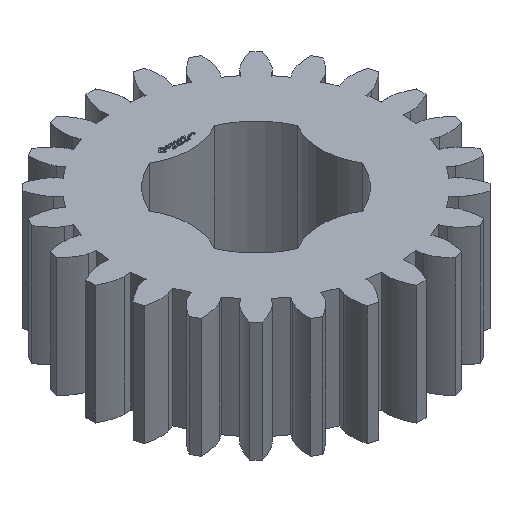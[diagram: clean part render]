
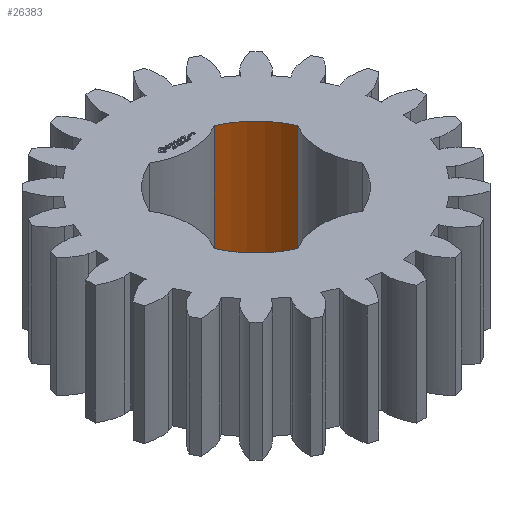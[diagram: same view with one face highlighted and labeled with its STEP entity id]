
A CAD part, isometric view. The second image highlights one B-rep face of the part: STEP entity #26383.
In plain terms, the highlighted cylindrical face has radius 6.35 mm (diameter 12.7 mm), a partial arc.
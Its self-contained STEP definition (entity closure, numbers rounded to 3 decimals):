
#93 = PLANE('',#94);
#94 = AXIS2_PLACEMENT_3D('',#95,#96,#97);
#95 = CARTESIAN_POINT('',(0.,0.,9.375)
  );
#96 = DIRECTION('',(0.,0.,1.));
#97 = DIRECTION('',(1.,0.,0.));
#168 = PLANE('',#169);
#169 = AXIS2_PLACEMENT_3D('',#170,#171,#172);
#170 = CARTESIAN_POINT('',(0.,0.,0.));
#171 = DIRECTION('',(0.,0.,1.));
#172 = DIRECTION('',(1.,0.,0.));
#7082 = VERTEX_POINT('',#7083);
#7083 = CARTESIAN_POINT('',(2.55,5.816,0.));
#7098 = CYLINDRICAL_SURFACE('',#7099,4.9);
#7099 = AXIS2_PLACEMENT_3D('',#7100,#7101,#7102);
#7100 = CARTESIAN_POINT('',(0.,10.,0.));
#7101 = DIRECTION('',(0.,-0.,-1.));
#7102 = DIRECTION('',(0.707,0.707,0.));
#7110 = EDGE_CURVE('',#7111,#7082,#7113,.T.);
#7111 = VERTEX_POINT('',#7112);
#7112 = CARTESIAN_POINT('',(5.816,2.55,0.));
#7113 = SURFACE_CURVE('',#7114,(#7119,#7126),.PCURVE_S1.);
#7114 = CIRCLE('',#7115,6.35);
#7115 = AXIS2_PLACEMENT_3D('',#7116,#7117,#7118);
#7116 = CARTESIAN_POINT('',(0.,0.,0.));
#7117 = DIRECTION('',(0.,-0.,1.));
#7118 = DIRECTION('',(0.707,0.707,0.));
#7119 = PCURVE('',#168,#7120);
#7120 = DEFINITIONAL_REPRESENTATION('',(#7121),#7125);
#7121 = CIRCLE('',#7122,6.35);
#7122 = AXIS2_PLACEMENT_2D('',#7123,#7124);
#7123 = CARTESIAN_POINT('',(0.,0.));
#7124 = DIRECTION('',(0.707,0.707));
#7125 = ( GEOMETRIC_REPRESENTATION_CONTEXT(2) 
PARAMETRIC_REPRESENTATION_CONTEXT() REPRESENTATION_CONTEXT('2D SPACE',''
  ) );
#7126 = PCURVE('',#7127,#7132);
#7127 = CYLINDRICAL_SURFACE('',#7128,6.35);
#7128 = AXIS2_PLACEMENT_3D('',#7129,#7130,#7131);
#7129 = CARTESIAN_POINT('',(0.,0.,0.));
#7130 = DIRECTION('',(0.,-0.,-1.));
#7131 = DIRECTION('',(0.707,0.707,0.));
#7132 = DEFINITIONAL_REPRESENTATION('',(#7133),#7137);
#7133 = LINE('',#7134,#7135);
#7134 = CARTESIAN_POINT('',(-0.,0.));
#7135 = VECTOR('',#7136,1.);
#7136 = DIRECTION('',(-1.,0.));
#7137 = ( GEOMETRIC_REPRESENTATION_CONTEXT(2) 
PARAMETRIC_REPRESENTATION_CONTEXT() REPRESENTATION_CONTEXT('2D SPACE',''
  ) );
#7156 = CYLINDRICAL_SURFACE('',#7157,4.9);
#7157 = AXIS2_PLACEMENT_3D('',#7158,#7159,#7160);
#7158 = CARTESIAN_POINT('',(10.,0.,0.));
#7159 = DIRECTION('',(0.,-0.,-1.));
#7160 = DIRECTION('',(0.707,0.707,0.));
#12122 = VERTEX_POINT('',#12123);
#12123 = CARTESIAN_POINT('',(2.55,5.816,9.375));
#12145 = EDGE_CURVE('',#12146,#12122,#12148,.T.);
#12146 = VERTEX_POINT('',#12147);
#12147 = CARTESIAN_POINT('',(5.816,2.55,9.375));
#12148 = SURFACE_CURVE('',#12149,(#12154,#12161),.PCURVE_S1.);
#12149 = CIRCLE('',#12150,6.35);
#12150 = AXIS2_PLACEMENT_3D('',#12151,#12152,#12153);
#12151 = CARTESIAN_POINT('',(0.,0.,9.375
    ));
#12152 = DIRECTION('',(0.,-0.,1.));
#12153 = DIRECTION('',(0.707,0.707,0.));
#12154 = PCURVE('',#93,#12155);
#12155 = DEFINITIONAL_REPRESENTATION('',(#12156),#12160);
#12156 = CIRCLE('',#12157,6.35);
#12157 = AXIS2_PLACEMENT_2D('',#12158,#12159);
#12158 = CARTESIAN_POINT('',(0.,0.));
#12159 = DIRECTION('',(0.707,0.707));
#12160 = ( GEOMETRIC_REPRESENTATION_CONTEXT(2) 
PARAMETRIC_REPRESENTATION_CONTEXT() REPRESENTATION_CONTEXT('2D SPACE',''
  ) );
#12161 = PCURVE('',#7127,#12162);
#12162 = DEFINITIONAL_REPRESENTATION('',(#12163),#12167);
#12163 = LINE('',#12164,#12165);
#12164 = CARTESIAN_POINT('',(-0.,-9.375));
#12165 = VECTOR('',#12166,1.);
#12166 = DIRECTION('',(-1.,0.));
#12167 = ( GEOMETRIC_REPRESENTATION_CONTEXT(2) 
PARAMETRIC_REPRESENTATION_CONTEXT() REPRESENTATION_CONTEXT('2D SPACE',''
  ) );
#26360 = EDGE_CURVE('',#7111,#12146,#26361,.T.);
#26361 = SURFACE_CURVE('',#26362,(#26366,#26373),.PCURVE_S1.);
#26362 = LINE('',#26363,#26364);
#26363 = CARTESIAN_POINT('',(5.816,2.55,0.));
#26364 = VECTOR('',#26365,1.);
#26365 = DIRECTION('',(0.,0.,1.));
#26366 = PCURVE('',#7156,#26367);
#26367 = DEFINITIONAL_REPRESENTATION('',(#26368),#26372);
#26368 = LINE('',#26369,#26370);
#26369 = CARTESIAN_POINT('',(-1.809,0.));
#26370 = VECTOR('',#26371,1.);
#26371 = DIRECTION('',(-0.,-1.));
#26372 = ( GEOMETRIC_REPRESENTATION_CONTEXT(2) 
PARAMETRIC_REPRESENTATION_CONTEXT() REPRESENTATION_CONTEXT('2D SPACE',''
  ) );
#26373 = PCURVE('',#7127,#26374);
#26374 = DEFINITIONAL_REPRESENTATION('',(#26375),#26379);
#26375 = LINE('',#26376,#26377);
#26376 = CARTESIAN_POINT('',(-5.911,0.));
#26377 = VECTOR('',#26378,1.);
#26378 = DIRECTION('',(-0.,-1.));
#26379 = ( GEOMETRIC_REPRESENTATION_CONTEXT(2) 
PARAMETRIC_REPRESENTATION_CONTEXT() REPRESENTATION_CONTEXT('2D SPACE',''
  ) );
#26383 = ADVANCED_FACE('',(#26384),#7127,.F.);
#26384 = FACE_BOUND('',#26385,.T.);
#26385 = EDGE_LOOP('',(#26386,#26387,#26388,#26409));
#26386 = ORIENTED_EDGE('',*,*,#26360,.T.);
#26387 = ORIENTED_EDGE('',*,*,#12145,.T.);
#26388 = ORIENTED_EDGE('',*,*,#26389,.F.);
#26389 = EDGE_CURVE('',#7082,#12122,#26390,.T.);
#26390 = SURFACE_CURVE('',#26391,(#26395,#26402),.PCURVE_S1.);
#26391 = LINE('',#26392,#26393);
#26392 = CARTESIAN_POINT('',(2.55,5.816,0.));
#26393 = VECTOR('',#26394,1.);
#26394 = DIRECTION('',(0.,0.,1.));
#26395 = PCURVE('',#7127,#26396);
#26396 = DEFINITIONAL_REPRESENTATION('',(#26397),#26401);
#26397 = LINE('',#26398,#26399);
#26398 = CARTESIAN_POINT('',(-6.655,0.));
#26399 = VECTOR('',#26400,1.);
#26400 = DIRECTION('',(-0.,-1.));
#26401 = ( GEOMETRIC_REPRESENTATION_CONTEXT(2) 
PARAMETRIC_REPRESENTATION_CONTEXT() REPRESENTATION_CONTEXT('2D SPACE',''
  ) );
#26402 = PCURVE('',#7098,#26403);
#26403 = DEFINITIONAL_REPRESENTATION('',(#26404),#26408);
#26404 = LINE('',#26405,#26406);
#26405 = CARTESIAN_POINT('',(-4.474,0.));
#26406 = VECTOR('',#26407,1.);
#26407 = DIRECTION('',(-0.,-1.));
#26408 = ( GEOMETRIC_REPRESENTATION_CONTEXT(2) 
PARAMETRIC_REPRESENTATION_CONTEXT() REPRESENTATION_CONTEXT('2D SPACE',''
  ) );
#26409 = ORIENTED_EDGE('',*,*,#7110,.F.);
